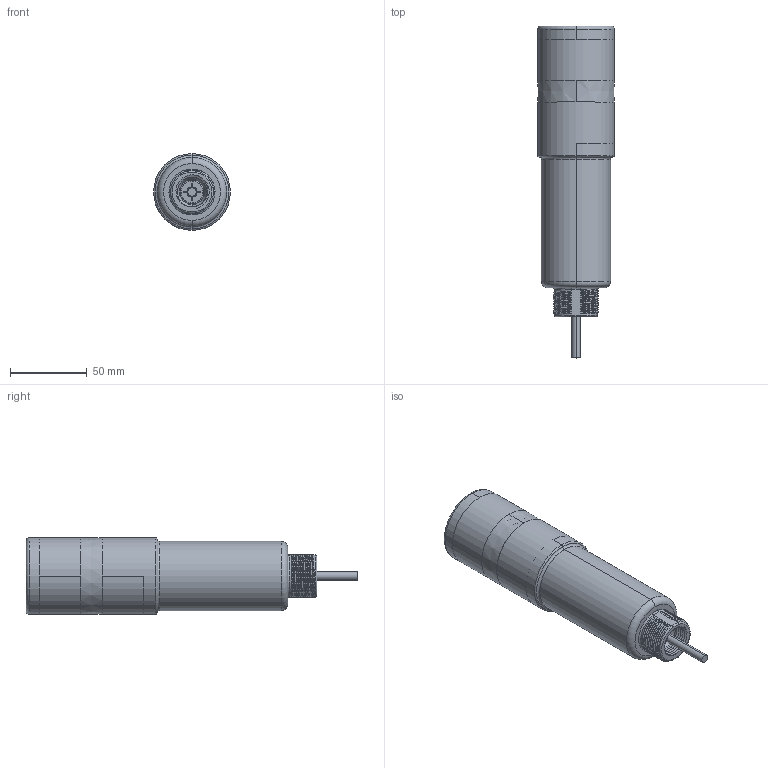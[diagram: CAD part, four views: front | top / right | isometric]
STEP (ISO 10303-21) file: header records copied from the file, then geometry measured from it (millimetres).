
FILE_DESCRIPTION((''),'2;1');
FILE_NAME('168255_SW','2012-10-16T',('banengservice'),('BANNER ENGINEERING'),'PRO/ENGINEER BY PARAMETRIC TECHNOLOGY CORPORATION, 2009141','PRO/ENGINEER BY PARAMETRIC TECHNOLOGY CORPORATION, 2009141','');
FILE_SCHEMA(('CONFIG_CONTROL_DESIGN'));
Products named in the file (1): 168255_SW
Bounding box: 50 x 216.2 x 50 mm (x, y, z)
Volume: 104219.5 mm3; surface area: 80432.6 mm2
Topology: 2 solids, 2 shells, 1039 faces, 2562 edges, 1587 vertices
Faces by surface type: plane 299, bspline 248, cylinder 246, torus 88, cone 86, sphere 72
Entity records: 73584 total; most frequent: CARTESIAN_POINT 50692, ORIENTED_EDGE 5124, DIRECTION 4277, EDGE_CURVE 2562, AXIS2_PLACEMENT_3D 1683, VERTEX_POINT 1587, EDGE_LOOP 1101, FACE_OUTER_BOUND 1039
